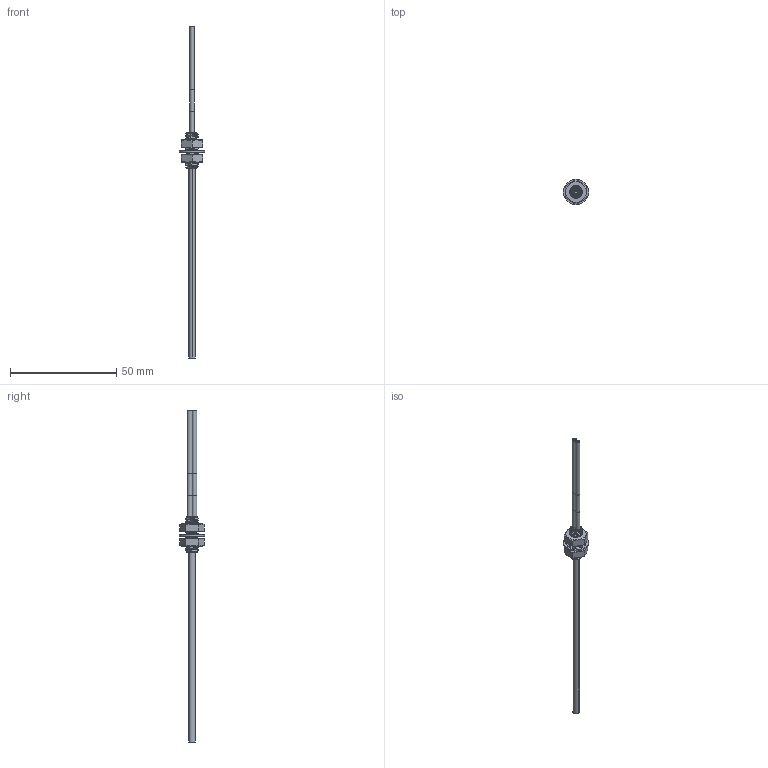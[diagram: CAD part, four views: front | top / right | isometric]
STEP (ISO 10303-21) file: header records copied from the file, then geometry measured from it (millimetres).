
FILE_DESCRIPTION((''),'2;1');
FILE_NAME('176181_ASM','2016-01-05T',('pdmadmin'),(''),'PRO/ENGINEER BY PARAMETRIC TECHNOLOGY CORPORATION, 2013230','PRO/ENGINEER BY PARAMETRIC TECHNOLOGY CORPORATION, 2013230','');
FILE_SCHEMA(('CONFIG_CONTROL_DESIGN'));
Length unit declared in the file: inch
Products named in the file (9): 13958; 13969; 10147; FIBER_CORE_1MM; 10147_BARE_CORE67; 10147_ASM; 08398_M6X0_75_HEX_JAM_NUT_SS_; 08395; 176181_ASM
Assembly tree (11 placements, depth 3):
  176181_ASM
    13958
    13969
    10147_ASM
      10147
      FIBER_CORE_1MM  x2
      10147_BARE_CORE67  x2
    08398_M6X0_75_HEX_JAM_NUT_SS_  x2
    08395
Bounding box: 11.92 x 11.92 x 156.02 mm (x, y, z)
Volume: 1262.2 mm3; surface area: 4799.1 mm2
Topology: 10 solids, 10 shells, 271 faces, 662 edges, 411 vertices
Faces by surface type: cylinder 125, cone 66, plane 52, bspline 20, torus 8
Entity records: 13144 total; most frequent: CARTESIAN_POINT 7724, ORIENTED_EDGE 1116, DIRECTION 1080, EDGE_CURVE 558, AXIS2_PLACEMENT_3D 420, VERTEX_POINT 353, VECTOR 240, LINE 240
